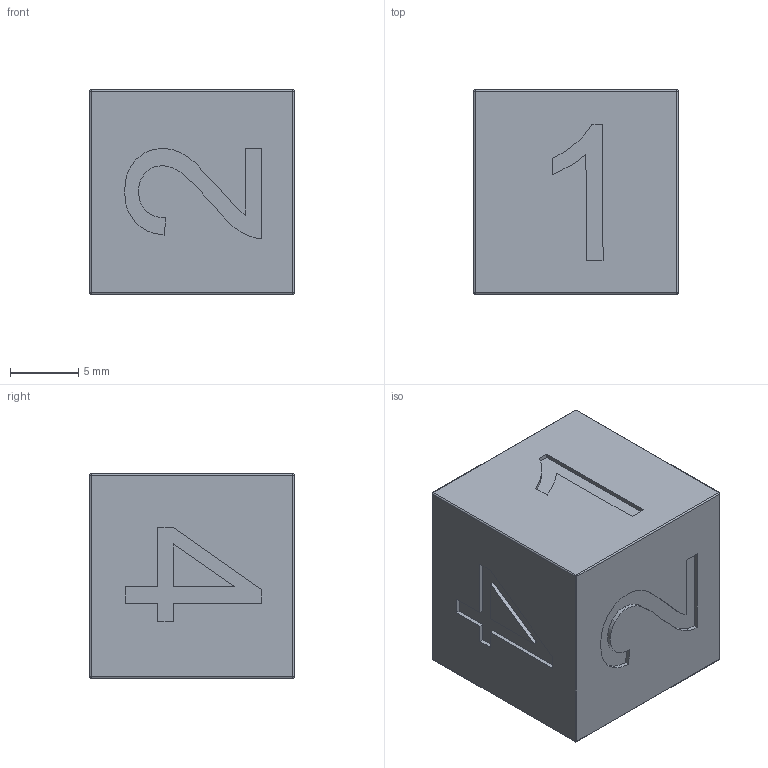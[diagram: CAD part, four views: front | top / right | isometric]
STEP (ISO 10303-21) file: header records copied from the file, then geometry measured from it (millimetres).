
FILE_DESCRIPTION(/* description */ (''),/* implementation_level */ '2;1');
FILE_NAME(/* name */ 'D6.step',/* time_stamp */ '2021-04-06T13:15:24+02:00',/* author */ (''),/* organization */ (''),/* preprocessor_version */ 'ST-DEVELOPER v18.1',/* originating_system */ 'Autodesk Translation Framework v10.6.0.1341',/* authorisation */ '');
FILE_SCHEMA (('AUTOMOTIVE_DESIGN { 1 0 10303 214 3 1 1 }'));
Length unit declared in the file: millimetre
Products named in the file (2): D6; D6_1
Assembly tree (1 placements, depth 2):
  D6
    D6_1
Bounding box: 15 x 15 x 15 mm (x, y, z)
Volume: 3329.7 mm3; surface area: 1422.9 mm2
Topology: 1 solids, 1 shells, 159 faces, 423 edges, 274 vertices
Faces by surface type: bspline 91, plane 48, cylinder 12, sphere 8
Entity records: 5792 total; most frequent: CARTESIAN_POINT 2406, ORIENTED_EDGE 846, EDGE_CURVE 423, DIRECTION 407, VERTEX_POINT 274, LINE 217, VECTOR 217, B_SPLINE_CURVE_WITH_KNOTS 182
